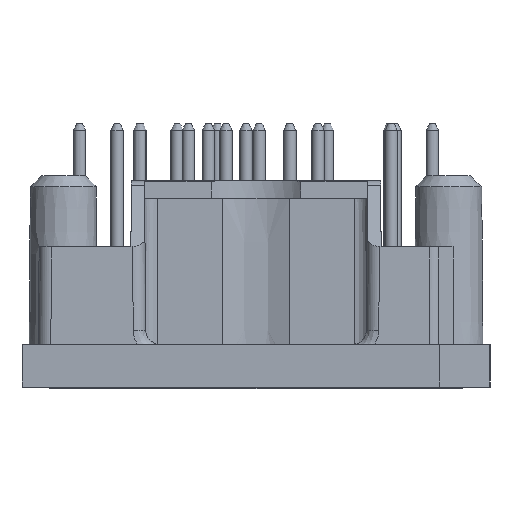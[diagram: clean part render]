
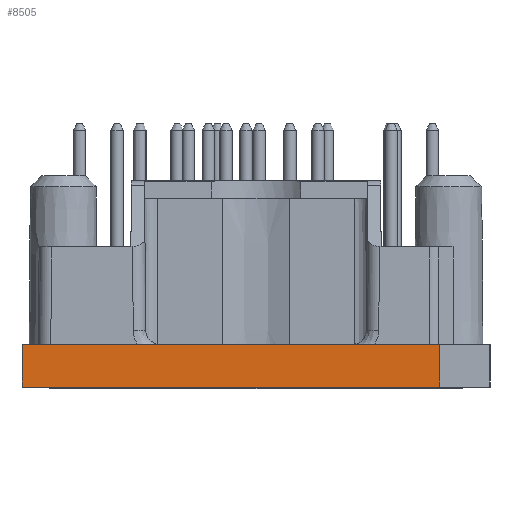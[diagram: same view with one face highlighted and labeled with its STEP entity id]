
A CAD part, left-side view. The second image highlights one B-rep face of the part: STEP entity #8505.
In plain terms, the highlighted planar face has unit normal (-1, 0, 0).
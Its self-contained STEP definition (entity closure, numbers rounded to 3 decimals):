
#1954=ORIENTED_EDGE('',*,*,#3816,.T.);
#1955=ORIENTED_EDGE('',*,*,#3715,.F.);
#1956=ORIENTED_EDGE('',*,*,#3817,.T.);
#1957=ORIENTED_EDGE('',*,*,#3688,.T.);
#3688=EDGE_CURVE('',#4714,#4713,#5438,.T.);
#3715=EDGE_CURVE('',#4725,#4726,#5455,.T.);
#3816=EDGE_CURVE('',#4713,#4726,#5511,.T.);
#3817=EDGE_CURVE('',#4725,#4714,#5512,.T.);
#4713=VERTEX_POINT('',#17073);
#4714=VERTEX_POINT('',#17075);
#4725=VERTEX_POINT('',#17133);
#4726=VERTEX_POINT('',#17134);
#5438=LINE('',#17074,#6070);
#5455=LINE('',#17132,#6087);
#5511=LINE('',#17370,#6143);
#5512=LINE('',#17371,#6144);
#6070=VECTOR('',#13398,1000.);
#6087=VECTOR('',#13443,1000.);
#6143=VECTOR('',#13585,1000.);
#6144=VECTOR('',#13586,1000.);
#6706=EDGE_LOOP('',(#1954,#1955,#1956,#1957));
#7516=FACE_BOUND('',#6706,.T.);
#8096=PLANE('',#12036);
#8505=ADVANCED_FACE('',(#7516),#8096,.F.);
#12036=AXIS2_PLACEMENT_3D('',#17369,#13583,#13584);
#13398=DIRECTION('',(0.,-1.,0.));
#13443=DIRECTION('',(0.,-1.,0.));
#13583=DIRECTION('',(1.,0.,0.));
#13584=DIRECTION('',(0.,1.,0.));
#13585=DIRECTION('',(0.,0.,1.));
#13586=DIRECTION('',(0.,0.,-1.));
#17073=CARTESIAN_POINT('',(-41.,-14.7,0.));
#17074=CARTESIAN_POINT('',(-41.,18.7,0.));
#17075=CARTESIAN_POINT('',(-41.,18.7,0.));
#17132=CARTESIAN_POINT('',(-41.,18.7,3.4));
#17133=CARTESIAN_POINT('',(-41.,18.7,3.4));
#17134=CARTESIAN_POINT('',(-41.,-14.7,3.4));
#17369=CARTESIAN_POINT('',(-41.,18.7,3.4));
#17370=CARTESIAN_POINT('',(-41.,-14.7,3.4));
#17371=CARTESIAN_POINT('',(-41.,18.7,3.4));
